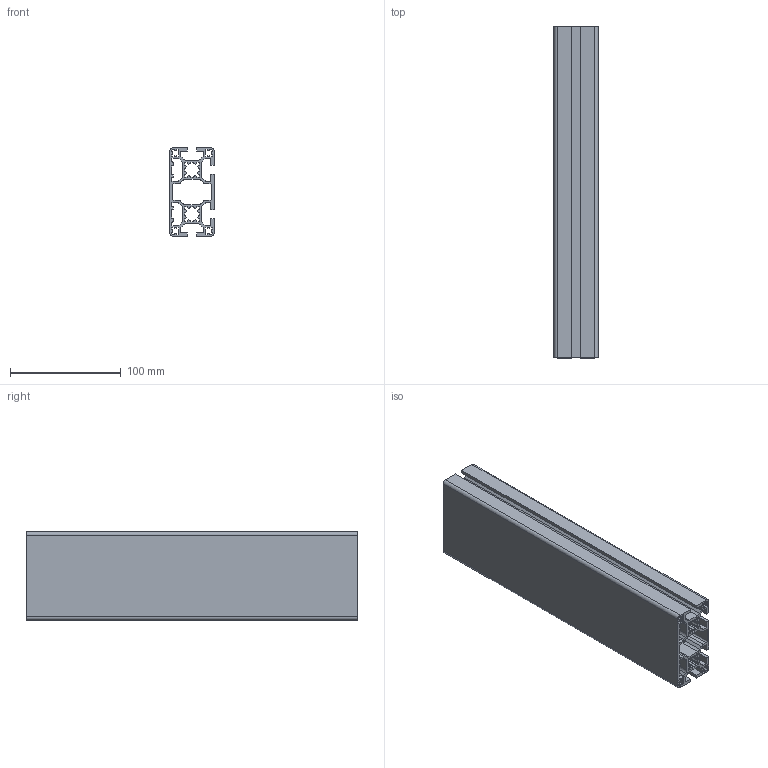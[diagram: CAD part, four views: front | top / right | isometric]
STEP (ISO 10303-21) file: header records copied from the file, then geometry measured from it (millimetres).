
FILE_DESCRIPTION (( 'STEP AP214' ), '1' );
FILE_NAME ('1727974821645.step', '2024-10-03T17:00:24', ( 'Windows User' ), ( '' ), 'SwSTEP 2.0', 'SolidWorks 2011', '' );
FILE_SCHEMA (( 'AUTOMOTIVE_DESIGN' ));
Length unit declared in the file: millimetre
Products named in the file (2): 1727974821645; 1.11.040080.44LPx300.00(1)
Assembly tree (1 placements, depth 2):
  1727974821645
    1.11.040080.44LPx300.00(1)
Bounding box: 40 x 300 x 80 mm (x, y, z)
Volume: 286288 mm3; surface area: 270835.5 mm2
Topology: 1 solids, 1 shells, 358 faces, 1068 edges, 712 vertices
Faces by surface type: plane 222, cylinder 136
Entity records: 12146 total; most frequent: CARTESIAN_POINT 2142, ORIENTED_EDGE 2136, DIRECTION 2064, EDGE_CURVE 1068, VECTOR 796, LINE 796, VERTEX_POINT 712, AXIS2_PLACEMENT_3D 634
